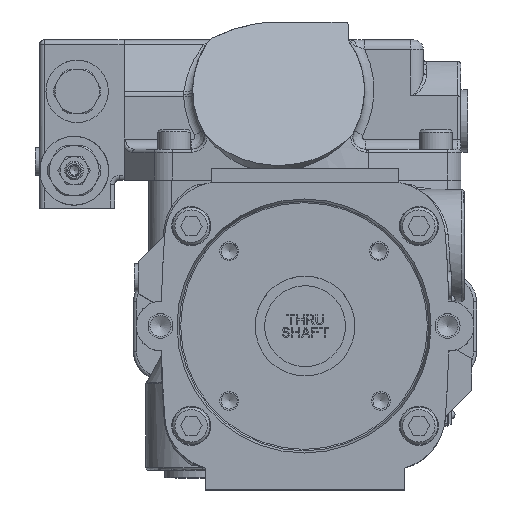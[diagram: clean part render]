
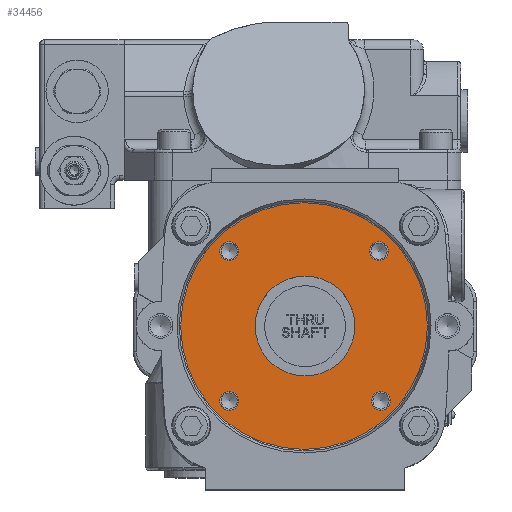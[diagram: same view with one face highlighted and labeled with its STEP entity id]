
A CAD part, top view. The second image highlights one B-rep face of the part: STEP entity #34456.
In plain terms, the highlighted planar face has unit normal (0, 0, 1).
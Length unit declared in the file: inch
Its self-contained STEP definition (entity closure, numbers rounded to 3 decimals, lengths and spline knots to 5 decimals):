
#33276=CARTESIAN_POINT('',(-1.7075,1.5,2.47));
#33277=VERTEX_POINT('',#33276);
#33278=CARTESIAN_POINT('',(-1.52,1.5,2.47));
#33279=DIRECTION('',(0.0,0.0,1.0));
#33280=DIRECTION('',(-1.0,0.0,0.0));
#33281=AXIS2_PLACEMENT_3D('',#33278,#33279,#33280);
#33282=CIRCLE('',#33281,0.1875);
#33283=EDGE_CURVE('',#33277,#33277,#33282,.T.);
#33316=CARTESIAN_POINT('',(1.7075,-1.5,2.47));
#33317=VERTEX_POINT('',#33316);
#33318=CARTESIAN_POINT('',(1.52,-1.5,2.47));
#33319=DIRECTION('',(0.0,0.0,1.0));
#33320=DIRECTION('',(1.0,0.0,0.0));
#33321=AXIS2_PLACEMENT_3D('',#33318,#33319,#33320);
#33322=CIRCLE('',#33321,0.1875);
#33323=EDGE_CURVE('',#33317,#33317,#33322,.T.);
#33356=CARTESIAN_POINT('',(-1.3325,-1.5,2.47));
#33357=VERTEX_POINT('',#33356);
#33358=CARTESIAN_POINT('',(-1.52,-1.5,2.47));
#33359=DIRECTION('',(0.0,0.0,1.0));
#33360=DIRECTION('',(1.0,0.0,0.0));
#33361=AXIS2_PLACEMENT_3D('',#33358,#33359,#33360);
#33362=CIRCLE('',#33361,0.1875);
#33363=EDGE_CURVE('',#33357,#33357,#33362,.T.);
#33525=CARTESIAN_POINT('',(0.0,-1.0,2.47));
#33526=VERTEX_POINT('',#33525);
#33527=CARTESIAN_POINT('',(0.0,0.0,2.47));
#33528=DIRECTION('',(0.0,0.0,1.0));
#33529=DIRECTION('',(0.0,-1.0,0.0));
#33530=AXIS2_PLACEMENT_3D('',#33527,#33528,#33529);
#33531=CIRCLE('',#33530,1.0);
#33532=EDGE_CURVE('',#33526,#33526,#33531,.T.);
#33850=CARTESIAN_POINT('',(1.2925,1.5,2.47));
#33851=VERTEX_POINT('',#33850);
#33852=CARTESIAN_POINT('',(1.48,1.5,2.47));
#33853=DIRECTION('',(0.0,0.0,1.0));
#33854=DIRECTION('',(-1.0,0.0,0.0));
#33855=AXIS2_PLACEMENT_3D('',#33852,#33853,#33854);
#33856=CIRCLE('',#33855,0.1875);
#33857=EDGE_CURVE('',#33851,#33851,#33856,.T.);
#34425=CARTESIAN_POINT('',(-0.02,-2.56932,2.47));
#34426=DIRECTION('',(0.0,0.0,1.0));
#34427=DIRECTION('',(1.0,0.0,0.0));
#34428=AXIS2_PLACEMENT_3D('',#34425,#34426,#34427);
#34429=PLANE('',#34428);
#34430=CARTESIAN_POINT('',(2.4505,0.0,2.47));
#34431=VERTEX_POINT('',#34430);
#34432=CARTESIAN_POINT('',(-0.02,0.0,2.47));
#34433=DIRECTION('',(0.0,0.0,1.0));
#34434=DIRECTION('',(-1.0,0.0,0.0));
#34435=AXIS2_PLACEMENT_3D('',#34432,#34433,#34434);
#34436=CIRCLE('',#34435,2.4705);
#34437=EDGE_CURVE('',#34431,#34431,#34436,.T.);
#34438=ORIENTED_EDGE('',*,*,#34437,.T.);
#34439=EDGE_LOOP('',(#34438));
#34440=FACE_OUTER_BOUND('',#34439,.T.);
#34441=ORIENTED_EDGE('',*,*,#33323,.F.);
#34442=EDGE_LOOP('',(#34441));
#34443=FACE_BOUND('',#34442,.T.);
#34444=ORIENTED_EDGE('',*,*,#33363,.F.);
#34445=EDGE_LOOP('',(#34444));
#34446=FACE_BOUND('',#34445,.T.);
#34447=ORIENTED_EDGE('',*,*,#33532,.F.);
#34448=EDGE_LOOP('',(#34447));
#34449=FACE_BOUND('',#34448,.T.);
#34450=ORIENTED_EDGE('',*,*,#33283,.F.);
#34451=EDGE_LOOP('',(#34450));
#34452=FACE_BOUND('',#34451,.T.);
#34453=ORIENTED_EDGE('',*,*,#33857,.F.);
#34454=EDGE_LOOP('',(#34453));
#34455=FACE_BOUND('',#34454,.T.);
#34456=ADVANCED_FACE('',(#34440,#34443,#34446,#34449,#34452,#34455),#34429,.T.);
